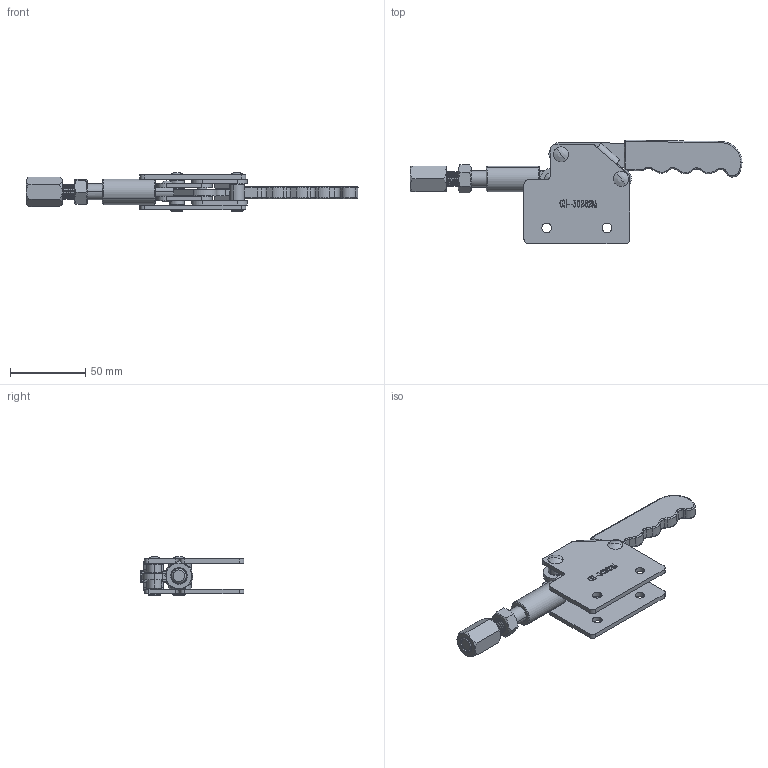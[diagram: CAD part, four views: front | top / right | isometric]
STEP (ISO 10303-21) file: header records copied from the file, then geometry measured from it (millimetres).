
FILE_DESCRIPTION (( 'STEP AP203' ), '1' );
FILE_NAME ('CH-30282M.STEP', '2017-11-27T03:16:03', ( 'Windows' ), ( 'Microsoft' ), 'SwSTEP 2.0', 'SolidWorks 2015', '' );
FILE_SCHEMA (( 'CONFIG_CONTROL_DESIGN' ));
Length unit declared in the file: millimetre
Products named in the file (15): 路杶A; 菁釱1; 63; 菁釱2; 47; 絳芠; SHOU; 階粣; 种粣; 酗蹟譫; 路杶B; hex nuts, style 1-grades ab gb_GB_FASTENER_NUT_SNAB1 M10-S; CH-30282M; A倰蟀裝; B倰蟀裝
Assembly tree (18 placements, depth 2):
  CH-30282M
    菁釱1
    菁釱2
    絳芠
    階粣
    酗蹟譫
    hex nuts, style 1-grades ab gb_GB_FASTENER_NUT_SNAB1 M10-S
    A倰蟀裝  x2
    B倰蟀裝  x2
    路杶A
    63  x2
    47
    SHOU
    种粣
    路杶B  x2
Bounding box: 219.95 x 68.6 x 25.7 mm (x, y, z)
Volume: 47569 mm3; surface area: 45057.6 mm2
Topology: 14 solids, 18 shells, 922 faces, 2399 edges, 1534 vertices
Faces by surface type: plane 345, bspline 241, cylinder 234, cone 102
Entity records: 43097 total; most frequent: CARTESIAN_POINT 22010, ORIENTED_EDGE 4516, DIRECTION 3278, EDGE_CURVE 2258, VERTEX_POINT 1454, LINE 1232, VECTOR 1232, AXIS2_PLACEMENT_3D 1023
